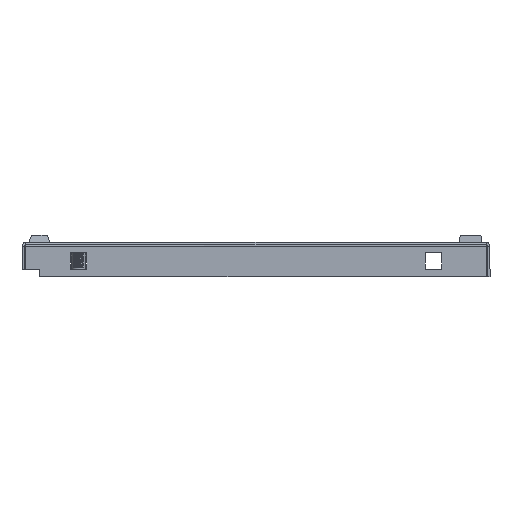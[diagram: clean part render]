
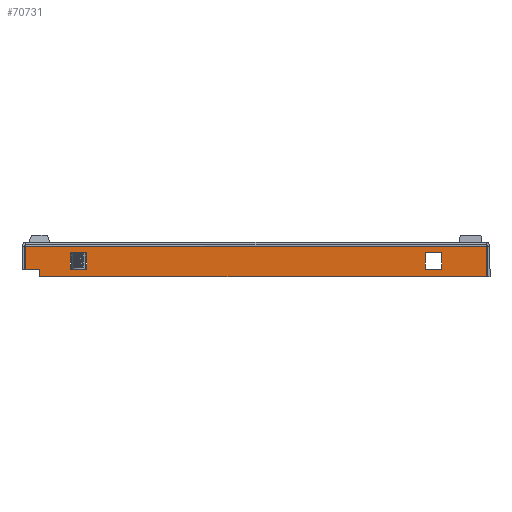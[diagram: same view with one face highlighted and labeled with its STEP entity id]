
A CAD part, front view. The second image highlights one B-rep face of the part: STEP entity #70731.
In plain terms, the highlighted planar face has unit normal (0, -1, 0).
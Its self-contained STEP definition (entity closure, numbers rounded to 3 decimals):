
#1872 = ORIENTED_EDGE ( 'NONE', *, *, #40066, .F. ) ;
#1873 = ORIENTED_EDGE ( 'NONE', *, *, #40060, .F. ) ;
#1874 = ORIENTED_EDGE ( 'NONE', *, *, #40062, .F. ) ;
#1875 = ORIENTED_EDGE ( 'NONE', *, *, #40064, .F. ) ;
#1876 = ORIENTED_EDGE ( 'NONE', *, *, #40074, .F. ) ;
#1877 = ORIENTED_EDGE ( 'NONE', *, *, #40068, .F. ) ;
#1878 = ORIENTED_EDGE ( 'NONE', *, *, #40070, .F. ) ;
#1879 = ORIENTED_EDGE ( 'NONE', *, *, #40072, .F. ) ;
#1880 = ORIENTED_EDGE ( 'NONE', *, *, #40085, .F. ) ;
#1881 = ORIENTED_EDGE ( 'NONE', *, *, #40077, .F. ) ;
#1882 = ORIENTED_EDGE ( 'NONE', *, *, #21463, .F. ) ;
#1883 = ORIENTED_EDGE ( 'NONE', *, *, #40080, .F. ) ;
#1884 = ORIENTED_EDGE ( 'NONE', *, *, #40082, .F. ) ;
#1885 = ORIENTED_EDGE ( 'NONE', *, *, #40083, .F. ) ;
#21463 = EDGE_CURVE ( 'NONE', #54010, #54023, #39058, .T. ) ;
#39042 = VECTOR ( 'NONE', #92790, 1000. ) ;
#39058 = LINE ( 'NONE', #92788, #39042 ) ;
#40060 = EDGE_CURVE ( 'NONE', #53995, #54013, #93821, .T. ) ;
#40062 = EDGE_CURVE ( 'NONE', #54013, #54008, #93810, .T. ) ;
#40064 = EDGE_CURVE ( 'NONE', #54008, #54000, #93806, .T. ) ;
#40066 = EDGE_CURVE ( 'NONE', #54000, #53995, #93802, .T. ) ;
#40068 = EDGE_CURVE ( 'NONE', #54351, #54019, #93800, .T. ) ;
#40070 = EDGE_CURVE ( 'NONE', #54019, #54004, #93794, .T. ) ;
#40072 = EDGE_CURVE ( 'NONE', #54004, #54350, #93790, .T. ) ;
#40074 = EDGE_CURVE ( 'NONE', #54350, #54351, #93786, .T. ) ;
#40077 = EDGE_CURVE ( 'NONE', #54017, #54010, #93780, .T. ) ;
#40080 = EDGE_CURVE ( 'NONE', #54023, #54021, #93774, .T. ) ;
#40082 = EDGE_CURVE ( 'NONE', #54021, #54349, #93776, .T. ) ;
#40083 = EDGE_CURVE ( 'NONE', #54349, #54032, #93768, .T. ) ;
#40085 = EDGE_CURVE ( 'NONE', #54032, #54017, #93764, .T. ) ;
#51245 = AXIS2_PLACEMENT_3D ( 'NONE', #65137, #65140, #65214 ) ;
#53810 = EDGE_LOOP ( 'NONE', ( #1875, #1874, #1873, #1872 ) ) ;
#53834 = EDGE_LOOP ( 'NONE', ( #1885, #1884, #1883, #1882, #1881, #1880 ) ) ;
#53858 = EDGE_LOOP ( 'NONE', ( #1879, #1878, #1877, #1876 ) ) ;
#53995 = VERTEX_POINT ( 'NONE', #88985 ) ;
#54000 = VERTEX_POINT ( 'NONE', #88981 ) ;
#54004 = VERTEX_POINT ( 'NONE', #88977 ) ;
#54008 = VERTEX_POINT ( 'NONE', #88973 ) ;
#54010 = VERTEX_POINT ( 'NONE', #88971 ) ;
#54013 = VERTEX_POINT ( 'NONE', #88969 ) ;
#54017 = VERTEX_POINT ( 'NONE', #88965 ) ;
#54019 = VERTEX_POINT ( 'NONE', #88964 ) ;
#54021 = VERTEX_POINT ( 'NONE', #88962 ) ;
#54023 = VERTEX_POINT ( 'NONE', #88960 ) ;
#54032 = VERTEX_POINT ( 'NONE', #88952 ) ;
#54349 = VERTEX_POINT ( 'NONE', #88813 ) ;
#54350 = VERTEX_POINT ( 'NONE', #88811 ) ;
#54351 = VERTEX_POINT ( 'NONE', #88809 ) ;
#65137 = CARTESIAN_POINT ( 'NONE',  ( 130.25, -299., -18. ) ) ;
#65140 = DIRECTION ( 'NONE',  ( 0., 1., 0. ) ) ;
#65213 = PLANE ( 'NONE',  #51245 ) ;
#65214 = DIRECTION ( 'NONE',  ( 0., 0., 1. ) ) ;
#70731 = ADVANCED_FACE ( 'NONE', ( #75557, #75475, #75414 ), #65213, .F. ) ;
#75414 = FACE_BOUND ( 'NONE', #53810, .T. ) ;
#75475 = FACE_BOUND ( 'NONE', #53858, .T. ) ;
#75557 = FACE_OUTER_BOUND ( 'NONE', #53834, .T. ) ;
#88809 = CARTESIAN_POINT ( 'NONE',  ( -95.75, -299., -13.75 ) ) ;
#88811 = CARTESIAN_POINT ( 'NONE',  ( -105.25, -299., -13.75 ) ) ;
#88813 = CARTESIAN_POINT ( 'NONE',  ( -122.5, -299., -18. ) ) ;
#88952 = CARTESIAN_POINT ( 'NONE',  ( -122.5, -299., -14. ) ) ;
#88960 = CARTESIAN_POINT ( 'NONE',  ( 130.5, -299., -0.75 ) ) ;
#88962 = CARTESIAN_POINT ( 'NONE',  ( 130.5, -299., -18. ) ) ;
#88964 = CARTESIAN_POINT ( 'NONE',  ( -95.75, -299., -4.25 ) ) ;
#88965 = CARTESIAN_POINT ( 'NONE',  ( -130.5, -299., -14. ) ) ;
#88969 = CARTESIAN_POINT ( 'NONE',  ( 105.25, -299., -13.75 ) ) ;
#88971 = CARTESIAN_POINT ( 'NONE',  ( -130.5, -299., -0.75 ) ) ;
#88973 = CARTESIAN_POINT ( 'NONE',  ( 105.25, -299., -4.25 ) ) ;
#88977 = CARTESIAN_POINT ( 'NONE',  ( -105.25, -299., -4.25 ) ) ;
#88981 = CARTESIAN_POINT ( 'NONE',  ( 95.75, -299., -4.25 ) ) ;
#88985 = CARTESIAN_POINT ( 'NONE',  ( 95.75, -299., -13.75 ) ) ;
#89629 = DIRECTION ( 'NONE',  ( -1., 0., 0. ) ) ;
#89633 = CARTESIAN_POINT ( 'NONE',  ( 130.25, -299., -14. ) ) ;
#89638 = DIRECTION ( 'NONE',  ( 0., 0., 1. ) ) ;
#89642 = CARTESIAN_POINT ( 'NONE',  ( -122.5, -299., -18. ) ) ;
#89645 = DIRECTION ( 'NONE',  ( -1., 0., 0. ) ) ;
#89653 = DIRECTION ( 'NONE',  ( 0., 0., -1. ) ) ;
#89656 = CARTESIAN_POINT ( 'NONE',  ( 130.5, -299., -18. ) ) ;
#89668 = DIRECTION ( 'NONE',  ( 0., 0., 1. ) ) ;
#89671 = CARTESIAN_POINT ( 'NONE',  ( -130.5, -299., -18. ) ) ;
#89678 = DIRECTION ( 'NONE',  ( 1., 0., 0. ) ) ;
#89679 = CARTESIAN_POINT ( 'NONE',  ( 130.25, -299., -18. ) ) ;
#89681 = CARTESIAN_POINT ( 'NONE',  ( 130.25, -299., -13.75 ) ) ;
#89686 = DIRECTION ( 'NONE',  ( 0., 0., -1. ) ) ;
#89690 = CARTESIAN_POINT ( 'NONE',  ( -105.25, -299., -18. ) ) ;
#89696 = DIRECTION ( 'NONE',  ( -1., 0., 0. ) ) ;
#89700 = CARTESIAN_POINT ( 'NONE',  ( 130.25, -299., -4.25 ) ) ;
#89709 = DIRECTION ( 'NONE',  ( 0., 0., 1. ) ) ;
#89715 = DIRECTION ( 'NONE',  ( 0., 0., -1. ) ) ;
#89718 = CARTESIAN_POINT ( 'NONE',  ( 95.75, -299., -18. ) ) ;
#89722 = DIRECTION ( 'NONE',  ( -1., 0., 0. ) ) ;
#89724 = CARTESIAN_POINT ( 'NONE',  ( -95.75, -299., -18. ) ) ;
#89725 = CARTESIAN_POINT ( 'NONE',  ( 130.25, -299., -4.25 ) ) ;
#89730 = DIRECTION ( 'NONE',  ( 0., 0., 1. ) ) ;
#89734 = CARTESIAN_POINT ( 'NONE',  ( 105.25, -299., -18. ) ) ;
#89740 = DIRECTION ( 'NONE',  ( 1., 0., 0. ) ) ;
#89771 = CARTESIAN_POINT ( 'NONE',  ( 130.25, -299., -13.75 ) ) ;
#92788 = CARTESIAN_POINT ( 'NONE',  ( -261.009, -299., -0.75 ) ) ;
#92790 = DIRECTION ( 'NONE',  ( 1., 0., 0. ) ) ;
#93762 = VECTOR ( 'NONE', #89629, 1000. ) ;
#93764 = LINE ( 'NONE', #89633, #93762 ) ;
#93765 = VECTOR ( 'NONE', #89638, 1000. ) ;
#93767 = VECTOR ( 'NONE', #89645, 1000. ) ;
#93768 = LINE ( 'NONE', #89642, #93765 ) ;
#93771 = VECTOR ( 'NONE', #89653, 1000. ) ;
#93774 = LINE ( 'NONE', #89656, #93771 ) ;
#93776 = LINE ( 'NONE', #89679, #93767 ) ;
#93777 = VECTOR ( 'NONE', #89668, 1000. ) ;
#93780 = LINE ( 'NONE', #89671, #93777 ) ;
#93783 = VECTOR ( 'NONE', #89678, 1000. ) ;
#93786 = LINE ( 'NONE', #89681, #93783 ) ;
#93787 = VECTOR ( 'NONE', #89686, 1000. ) ;
#93790 = LINE ( 'NONE', #89690, #93787 ) ;
#93791 = VECTOR ( 'NONE', #89696, 1000. ) ;
#93794 = LINE ( 'NONE', #89700, #93791 ) ;
#93795 = VECTOR ( 'NONE', #89709, 1000. ) ;
#93799 = VECTOR ( 'NONE', #89715, 1000. ) ;
#93800 = LINE ( 'NONE', #89724, #93795 ) ;
#93802 = LINE ( 'NONE', #89718, #93799 ) ;
#93803 = VECTOR ( 'NONE', #89722, 1000. ) ;
#93806 = LINE ( 'NONE', #89725, #93803 ) ;
#93807 = VECTOR ( 'NONE', #89730, 1000. ) ;
#93810 = LINE ( 'NONE', #89734, #93807 ) ;
#93811 = VECTOR ( 'NONE', #89740, 1000. ) ;
#93821 = LINE ( 'NONE', #89771, #93811 ) ;
